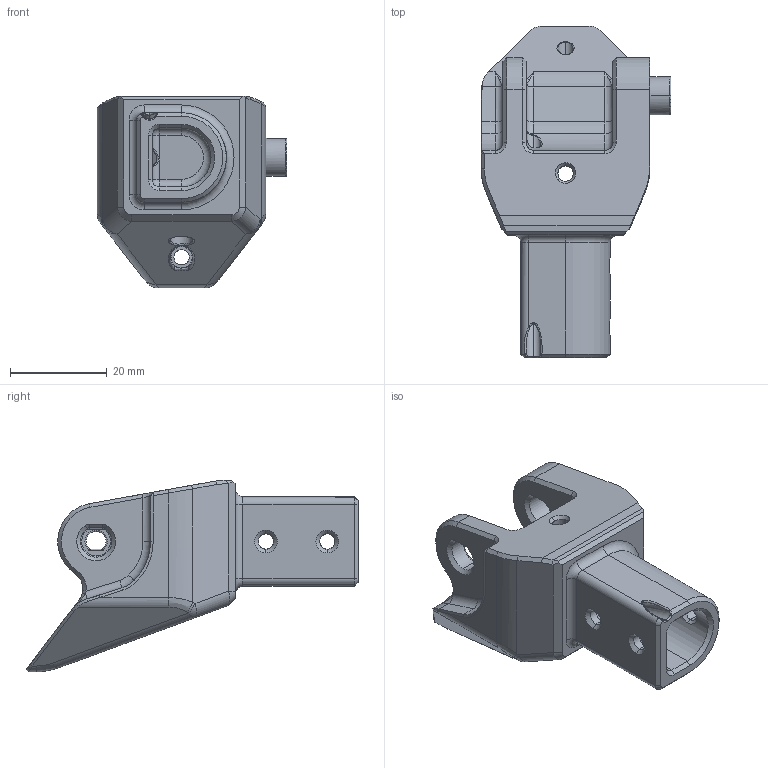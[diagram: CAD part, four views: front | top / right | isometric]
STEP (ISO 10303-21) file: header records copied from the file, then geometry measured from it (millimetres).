
FILE_DESCRIPTION (( 'STEP AP214' ), '1' );
FILE_NAME ('AARL_QR_FR_LE_PL_BL_007v2.STEP', '2024-06-21T05:42:20', ( '' ), ( '' ), 'SwSTEP 2.0', 'SolidWorks 2024', '' );
FILE_SCHEMA (( 'AUTOMOTIVE_DESIGN' ));
Length unit declared in the file: inch
Products named in the file (1): AARL_QR_FR_LE_PL_BL_007v2
Bounding box: 39.24 x 68.68 x 39.69 mm (x, y, z)
Volume: 28837.2 mm3; surface area: 10314.3 mm2
Topology: 1 solids, 1 shells, 287 faces, 689 edges, 397 vertices
Faces by surface type: cylinder 83, bspline 65, plane 65, cone 38, torus 30, sphere 6
Entity records: 15669 total; most frequent: CARTESIAN_POINT 9563, ORIENTED_EDGE 1364, DIRECTION 1138, EDGE_CURVE 682, AXIS2_PLACEMENT_3D 447, VERTEX_POINT 397, EDGE_LOOP 307, FACE_OUTER_BOUND 287
